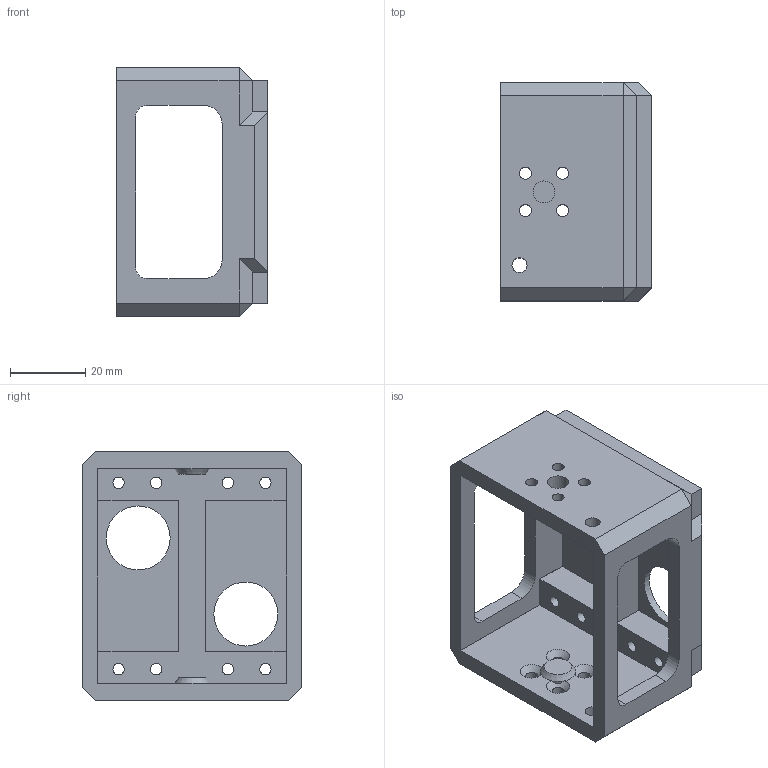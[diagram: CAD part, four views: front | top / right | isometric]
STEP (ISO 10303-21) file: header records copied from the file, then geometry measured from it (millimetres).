
FILE_DESCRIPTION(/* description */ (''),/* implementation_level */ '2;1');
FILE_NAME(/* name */ 'Modified Servo Carriers 02.step',/* time_stamp */ '2023-10-11T20:15:22-05:00',/* author */ (''),/* organization */ (''),/* preprocessor_version */ 'ST-DEVELOPER v20',/* originating_system */ 'Autodesk Translation Framework v12.14.0.127',/* authorisation */ '');
FILE_SCHEMA (('AUTOMOTIVE_DESIGN { 1 0 10303 214 3 1 1 }'));
Length unit declared in the file: millimetre
Products named in the file (2): Modified Servo Carriers Dingo; MirrorRIGHT Motor Hub Double(Mirror)
Assembly tree (1 placements, depth 2):
  Modified Servo Carriers Dingo
    MirrorRIGHT Motor Hub Double(Mirror)
Bounding box: 40 x 58 x 66 mm (x, y, z)
Volume: 38816.5 mm3; surface area: 22934.7 mm2
Topology: 1 solids, 1 shells, 188 faces, 479 edges, 306 vertices
Faces by surface type: plane 121, cylinder 57, cone 10
Full cylindrical faces by diameter (mm): 3 x16, 3.2 x8, 4 x2, 5.8 x2, 17 x2
Entity records: 5877 total; most frequent: CARTESIAN_POINT 1080, DIRECTION 991, ORIENTED_EDGE 958, EDGE_CURVE 479, LINE 333, VECTOR 333, AXIS2_PLACEMENT_3D 329, VERTEX_POINT 306
